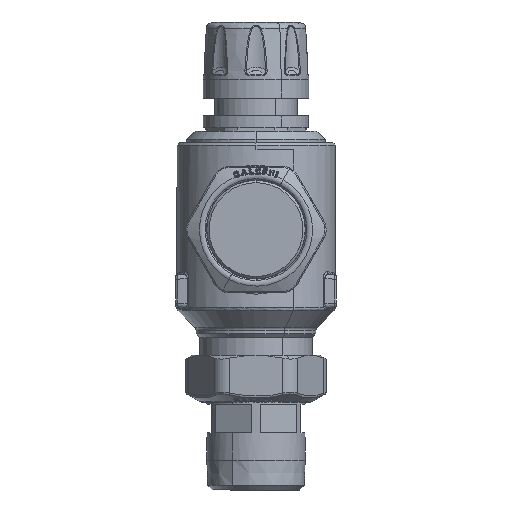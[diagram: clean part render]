
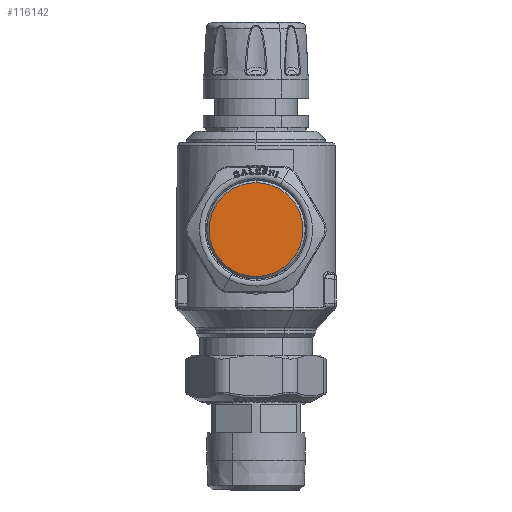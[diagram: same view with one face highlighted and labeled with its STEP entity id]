
A CAD part, front view. The second image highlights one B-rep face of the part: STEP entity #116142.
In plain terms, the highlighted planar face has unit normal (0, -1, 0).
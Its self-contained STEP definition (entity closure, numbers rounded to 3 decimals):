
#115781=CARTESIAN_POINT('Vertex',(0.,89.947,195.279)) ;
#115797=CARTESIAN_POINT('Vertex',(0.,89.947,235.279)) ;
#115800=CARTESIAN_POINT('Axis2P3D Location',(0.,89.947,215.279)) ;
#116035=CARTESIAN_POINT('Axis2P3D Location',(0.,89.947,215.279)) ;
#116133=CARTESIAN_POINT('Axis2P3D Location',(0.,89.947,236.279)) ;
#115801=DIRECTION('Axis2P3D Direction',(0.,-1.,0.)) ;
#116036=DIRECTION('Axis2P3D Direction',(0.,-1.,0.)) ;
#116134=DIRECTION('Axis2P3D Direction',(0.,-1.,0.)) ;
#116135=DIRECTION('Axis2P3D XDirection',(1.,0.,0.)) ;
#115802=AXIS2_PLACEMENT_3D('Circle Axis2P3D',#115800,#115801,$) ;
#116037=AXIS2_PLACEMENT_3D('Circle Axis2P3D',#116035,#116036,$) ;
#116136=AXIS2_PLACEMENT_3D('Plane Axis2P3D',#116133,#116134,#116135) ;
#115803=CIRCLE('generated circle',#115802,20.) ;
#116038=CIRCLE('generated circle',#116037,20.) ;
#116137=PLANE('',#116136) ;
#115804=EDGE_CURVE('',#115782,#115798,#115803,.T.) ;
#116039=EDGE_CURVE('',#115798,#115782,#116038,.T.) ;
#116139=ORIENTED_EDGE('',*,*,#116039,.T.) ;
#116140=ORIENTED_EDGE('',*,*,#115804,.T.) ;
#116138=EDGE_LOOP('',(#116139,#116140)) ;
#115782=VERTEX_POINT('',#115781) ;
#115798=VERTEX_POINT('',#115797) ;
#116142=ADVANCED_FACE('PartBody',(#116141),#116137,.T.) ;
#116141=FACE_OUTER_BOUND('',#116138,.T.) ;
